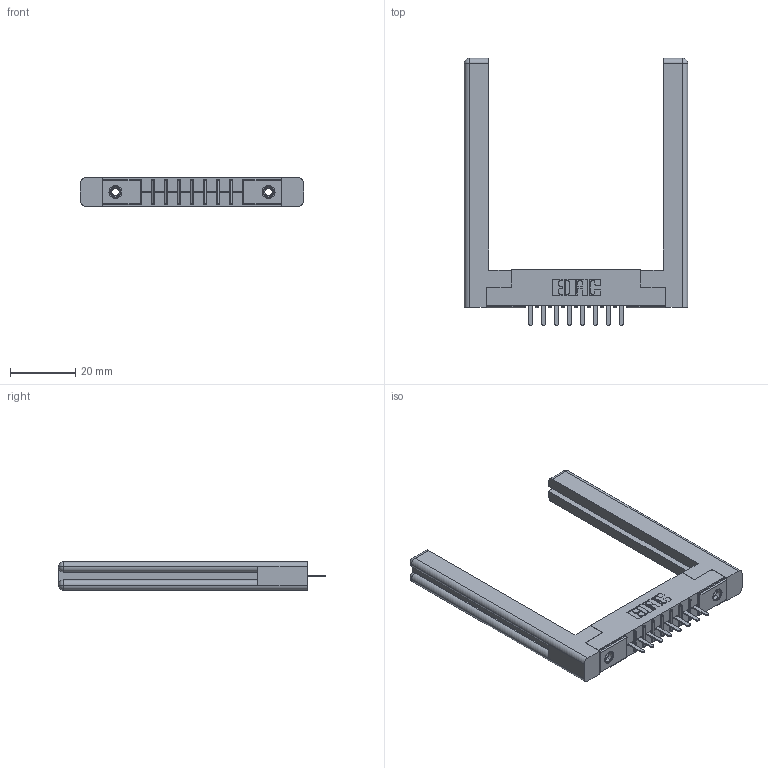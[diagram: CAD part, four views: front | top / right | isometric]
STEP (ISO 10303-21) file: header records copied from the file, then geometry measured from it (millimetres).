
FILE_DESCRIPTION (( 'STEP AP203' ), '1' );
FILE_NAME ('316-008-420-158.STEP', '2020-09-22T14:36:09', ( '' ), ( '' ), 'SwSTEP 2.0', 'SolidWorks 2020', '' );
FILE_SCHEMA (( 'CONFIG_CONTROL_DESIGN' ));
Length unit declared in the file: inch
Products named in the file (5): 345-250-001_345-250-001-102; 307-220-058; 306-290-001_120; 306 Part_.156 Dia; 316-008-420-158
Assembly tree (13 placements, depth 2):
  316-008-420-158
    306 Part_.156 Dia
    306-290-001_120  x8
    345-250-001_345-250-001-102  x2
    307-220-058  x2
Bounding box: 68.33 x 81.76 x 8.71 mm (x, y, z)
Volume: 12262.4 mm3; surface area: 11666.5 mm2
Topology: 13 solids, 13 shells, 818 faces, 2246 edges, 1440 vertices
Faces by surface type: plane 528, cylinder 234, sphere 32, cone 12, torus 12
Entity records: 14454 total; most frequent: CARTESIAN_POINT 2430, DIRECTION 2355, ORIENTED_EDGE 2346, EDGE_CURVE 1173, LINE 893, VECTOR 893, VERTEX_POINT 752, AXIS2_PLACEMENT_3D 731
